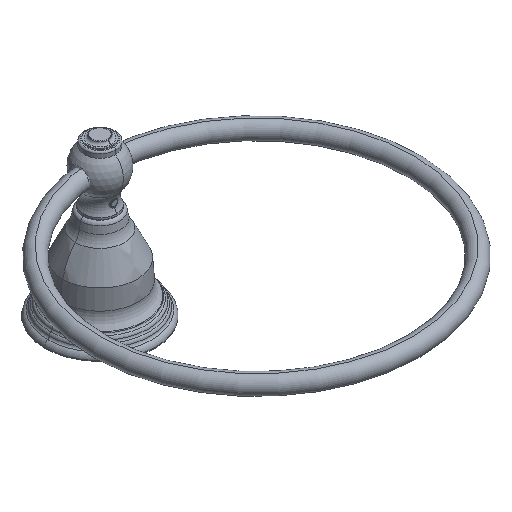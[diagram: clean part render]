
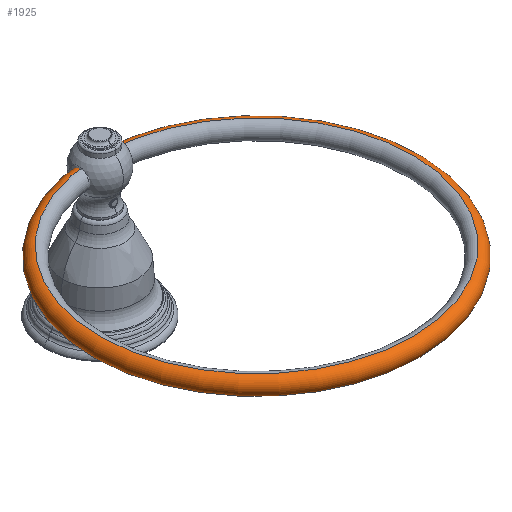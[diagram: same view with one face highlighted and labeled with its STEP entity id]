
A CAD part, isometric view. The second image highlights one B-rep face of the part: STEP entity #1925.
In plain terms, the highlighted toroidal (fillet/blend) face has major radius 84.138 mm and minor radius 4.763 mm.
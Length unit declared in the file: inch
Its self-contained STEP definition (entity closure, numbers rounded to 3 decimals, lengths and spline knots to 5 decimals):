
#1872=CARTESIAN_POINT('',(-0.1156,0.,2.75649));
#1873=DIRECTION('',(0.999,0.035,0.));
#1874=DIRECTION('',(0.,0.,-1.));
#1875=AXIS2_PLACEMENT_3D('',#1872,#1873,#1874);
#1877=CARTESIAN_POINT('',(0.1156,0.,2.75649));
#1878=DIRECTION('',(-0.999,0.035,0.));
#1879=DIRECTION('',(0.,0.,1.));
#1880=AXIS2_PLACEMENT_3D('',#1877,#1878,#1879);
#1882=CARTESIAN_POINT('',(0.,-3.31048,2.94399));
#1883=DIRECTION('',(0.,0.,-1.));
#1884=DIRECTION('',(0.035,0.999,0.));
#1885=AXIS2_PLACEMENT_3D('',#1882,#1883,#1884);
#1892=CARTESIAN_POINT('',(0.,-3.31048,2.56899));
#1893=DIRECTION('',(0.,0.,1.));
#1894=DIRECTION('',(-0.035,0.999,0.));
#1895=AXIS2_PLACEMENT_3D('',#1892,#1893,#1894);
#1902=CARTESIAN_POINT('',(0.1156,0.,2.94399));
#1903=CARTESIAN_POINT('',(0.1156,0.,2.56899));
#1904=VERTEX_POINT('',#1902);
#1905=VERTEX_POINT('',#1903);
#1906=CARTESIAN_POINT('',(-0.1156,0.,2.56899));
#1907=CARTESIAN_POINT('',(-0.1156,0.,2.94399));
#1908=VERTEX_POINT('',#1906);
#1909=VERTEX_POINT('',#1907);
#1910=CARTESIAN_POINT('',(0.,-3.31048,2.75649));
#1911=DIRECTION('',(0.,0.,-1.));
#1912=DIRECTION('',(0.,-1.,0.));
#1913=AXIS2_PLACEMENT_3D('',#1910,#1911,#1912);
#1914=TOROIDAL_SURFACE('',#1913,3.3125,0.1875);
#1916=ORIENTED_EDGE('',*,*,#1915,.F.);
#1918=ORIENTED_EDGE('',*,*,#1917,.T.);
#1920=ORIENTED_EDGE('',*,*,#1919,.F.);
#1922=ORIENTED_EDGE('',*,*,#1921,.T.);
#1923=EDGE_LOOP('',(#1916,#1918,#1920,#1922));
#1924=FACE_OUTER_BOUND('',#1923,.F.);
#1925=ADVANCED_FACE('',(#1924),#1914,.T.);
#1876=CIRCLE('',#1875,0.1875);
#1881=CIRCLE('',#1880,0.1875);
#1886=CIRCLE('',#1885,3.3125);
#1896=CIRCLE('',#1895,3.3125);
#1915=EDGE_CURVE('',#1908,#1905,#1896,.T.);
#1917=EDGE_CURVE('',#1908,#1909,#1876,.T.);
#1919=EDGE_CURVE('',#1904,#1909,#1886,.T.);
#1921=EDGE_CURVE('',#1904,#1905,#1881,.T.);
